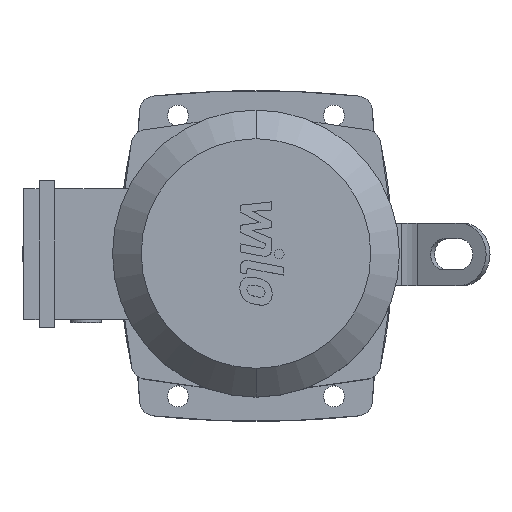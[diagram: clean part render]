
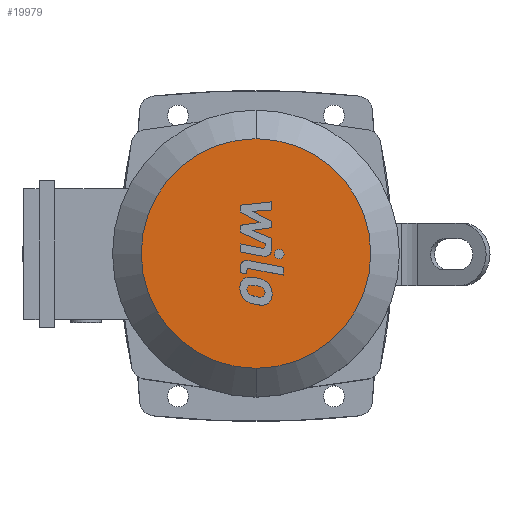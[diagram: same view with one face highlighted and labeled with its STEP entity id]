
A CAD part, top view. The second image highlights one B-rep face of the part: STEP entity #19979.
In plain terms, the highlighted planar face has unit normal (0, 0, 1).
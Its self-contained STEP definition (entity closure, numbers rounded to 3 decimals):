
#12777=CARTESIAN_POINT('',(0.,73.6,910.0));
#12778=VERTEX_POINT('',#12777);
#12786=CARTESIAN_POINT('',(0.,-73.6,910.0));
#12787=VERTEX_POINT('',#12786);
#12794=CARTESIAN_POINT('',(0.,0.,910.0));
#12795=DIRECTION('',(0.0,0.0,-1.0));
#12796=DIRECTION('',(0.0,1.0,0.0));
#12797=AXIS2_PLACEMENT_3D('',#12794,#12795,#12796);
#12798=CIRCLE('',#12797,73.6);
#12799=EDGE_CURVE('',#12787,#12778,#12798,.T.);
#19964=CARTESIAN_POINT('',(0.,36.8,910.0));
#19965=DIRECTION('',(0.0,0.0,1.0));
#19966=DIRECTION('',(1.0,0.0,0.0));
#19967=AXIS2_PLACEMENT_3D('',#19964,#19965,#19966);
#19968=PLANE('',#19967);
#19969=CARTESIAN_POINT('',(0.,0.,910.0));
#19970=DIRECTION('',(0.0,0.0,-1.0));
#19971=DIRECTION('',(0.0,1.0,0.0));
#19972=AXIS2_PLACEMENT_3D('',#19969,#19970,#19971);
#19973=CIRCLE('',#19972,73.6);
#19974=EDGE_CURVE('',#12778,#12787,#19973,.T.);
#19975=ORIENTED_EDGE('',*,*,#19974,.F.);
#19976=ORIENTED_EDGE('',*,*,#12799,.F.);
#19977=EDGE_LOOP('',(#19975,#19976));
#19978=FACE_OUTER_BOUND('',#19977,.T.);
#19979=ADVANCED_FACE('',(#19978),#19968,.T.);
